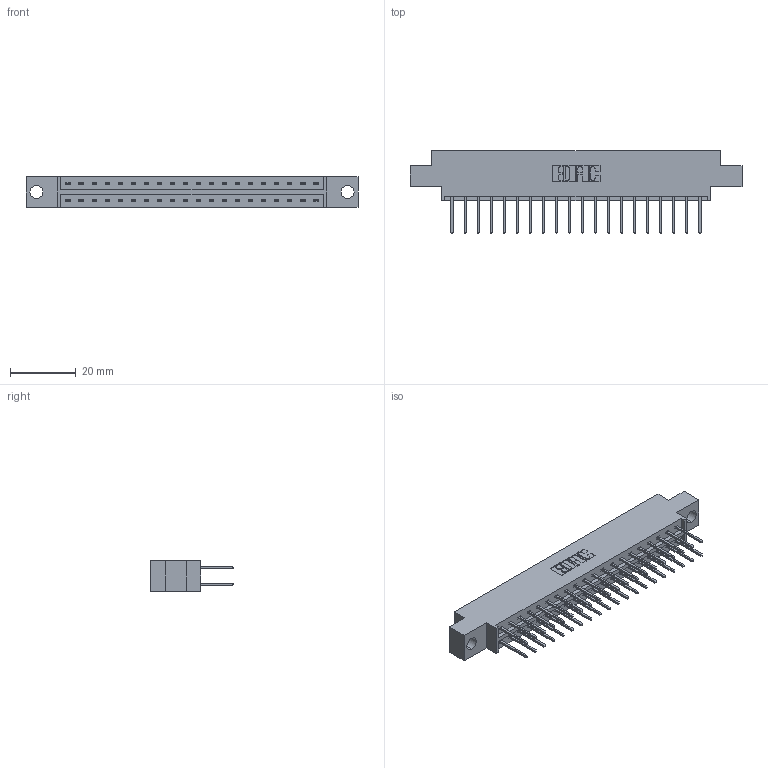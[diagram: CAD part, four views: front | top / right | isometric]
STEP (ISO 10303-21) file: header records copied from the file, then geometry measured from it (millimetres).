
FILE_DESCRIPTION (( 'STEP AP203' ), '1' );
FILE_NAME ('333-040-523-804.STEP', '2018-08-03T13:52:15', ( '' ), ( '' ), 'SwSTEP 2.0', 'SolidWorks 2016', '' );
FILE_SCHEMA (( 'CONFIG_CONTROL_DESIGN' ));
Length unit declared in the file: inch
Products named in the file (3): 333-040-523-804; 333 Part_Offset - .156 Dia - TH; 345-292-001_345-293-123
Assembly tree (41 placements, depth 2):
  333-040-523-804
    333 Part_Offset - .156 Dia - TH
    345-292-001_345-293-123  x40
Bounding box: 100.79 x 25.15 x 9.4 mm (x, y, z)
Volume: 9850.4 mm3; surface area: 11817.5 mm2
Topology: 41 solids, 41 shells, 2198 faces, 6523 edges, 4294 vertices
Faces by surface type: plane 1514, cylinder 684
Entity records: 15865 total; most frequent: CARTESIAN_POINT 2658, ORIENTED_EDGE 2594, DIRECTION 2309, EDGE_CURVE 1297, LINE 1169, VECTOR 1169, VERTEX_POINT 862, AXIS2_PLACEMENT_3D 570
